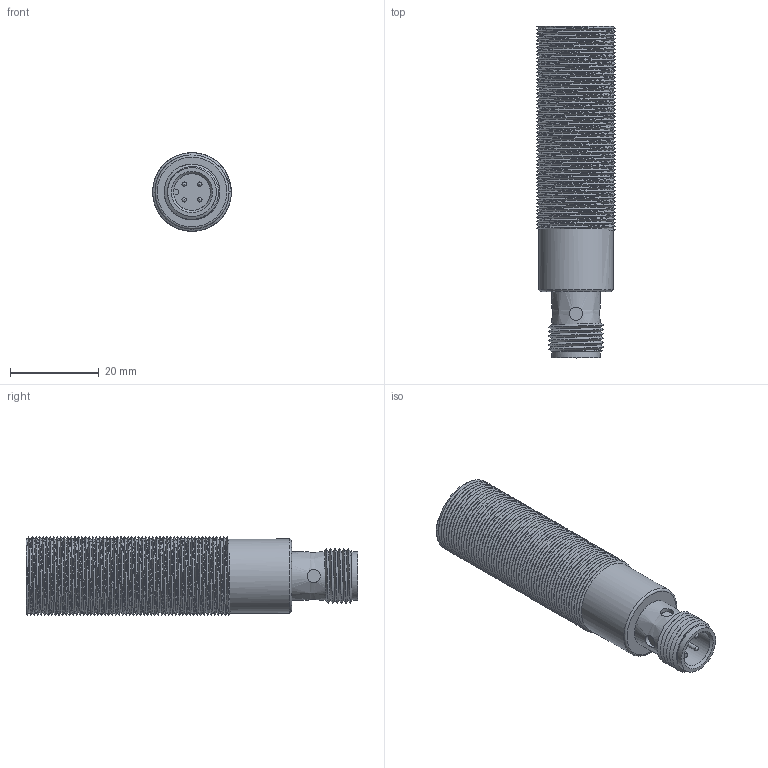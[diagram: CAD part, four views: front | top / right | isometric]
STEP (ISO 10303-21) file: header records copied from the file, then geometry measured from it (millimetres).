
FILE_DESCRIPTION( ('This file contains a STEP AP42 implementation' ,'as created by ZW3D STEP Interface translator.') ,'2;1' );
FILE_NAME( 'WCN1-1808X-XRL4.stp' ,'201023. 91352', (''), ('ZWCAD Software Co.'), 'Version 1.0', 'ZW3D to STEP translator', '' );
FILE_SCHEMA(('AUTOMOTIVE_DESIGN'));
Length unit declared in the file: millimetre
Products named in the file (2): 0; WCN1-1808X-XRL4
Bounding box: 17.75 x 75 x 17.75 mm (x, y, z)
Volume: 14717.6 mm3; surface area: 6543.9 mm2
Topology: 1 solids, 1 shells, 108 faces, 291 edges, 190 vertices
Faces by surface type: bspline 108
Entity records: 6774 total; most frequent: CARTESIAN_POINT 5111, ORIENTED_EDGE 574, EDGE_CURVE 287, VERTEX_POINT 190, EDGE_LOOP 117, B_SPLINE_CURVE_WITH_KNOTS 114, FACE_OUTER_BOUND 108, ADVANCED_FACE 108
